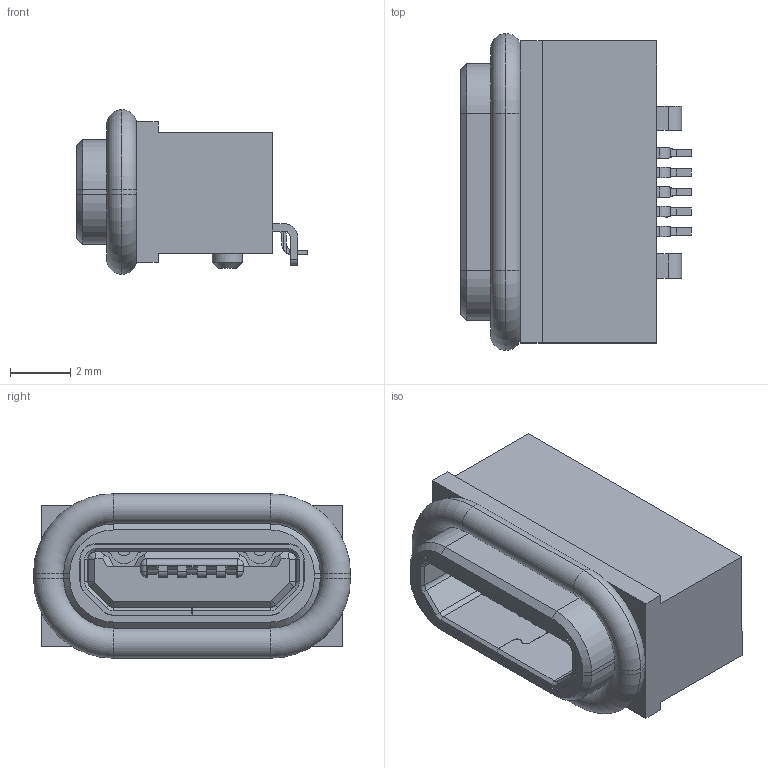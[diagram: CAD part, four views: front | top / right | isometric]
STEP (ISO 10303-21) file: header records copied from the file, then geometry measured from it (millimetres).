
FILE_DESCRIPTION (( 'STEP AP214' ), '1' );
FILE_NAME ('CUI UJ2-MIBH-4-SMT-TR-67 Micro USB Waterproof.STEP', '2018-11-19T13:15:05', ( '' ), ( '' ), 'SwSTEP 2.0', 'SolidWorks 2018', '' );
FILE_SCHEMA (( 'AUTOMOTIVE_DESIGN' ));
Length unit declared in the file: millimetre
Products named in the file (1): CUI UJ2-MIBH-4-SMT-TR-67 Micro USB Waterproof
Bounding box: 7.65 x 10.5 x 5.45 mm (x, y, z)
Volume: 215.9 mm3; surface area: 579.6 mm2
Topology: 2 solids, 2 shells, 488 faces, 1333 edges, 862 vertices
Faces by surface type: plane 314, cylinder 142, cone 20, torus 8, sphere 4
Entity records: 17223 total; most frequent: CARTESIAN_POINT 2892, ORIENTED_EDGE 2650, DIRECTION 2531, EDGE_CURVE 1325, LINE 969, VECTOR 969, VERTEX_POINT 858, AXIS2_PLACEMENT_3D 781
